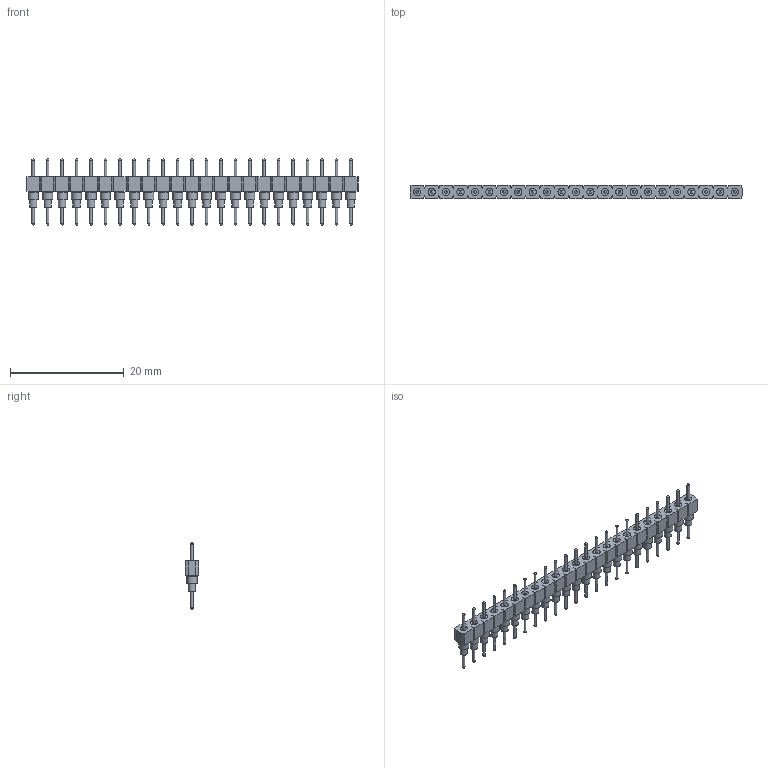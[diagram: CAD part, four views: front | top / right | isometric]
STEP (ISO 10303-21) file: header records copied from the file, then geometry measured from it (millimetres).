
FILE_DESCRIPTION(('FreeCAD Model'),'2;1');
FILE_NAME('Open CASCADE Shape Model','2025-01-12T11:53:36',(''),(''), 'Open CASCADE STEP processor 7.8','FreeCAD','Unknown');
FILE_SCHEMA(('AUTOMOTIVE_DESIGN { 1 0 10303 214 1 1 1 1 }'));
Length unit declared in the file: millimetre
Products named in the file (24): BBS-123-G-A_pins022; BBS-123-G-A_socket; BBS-123-G-A_pins; BBS-123-G-A_pins001; BBS-123-G-A_pins002; BBS-123-G-A_pins003; BBS-123-G-A_pins004; BBS-123-G-A_pins005; BBS-123-G-A_pins006; BBS-123-G-A_pins007; BBS-123-G-A_pins008; BBS-123-G-A_pins009; BBS-123-G-A_pins010; BBS-123-G-A_pins011; BBS-123-G-A_pins012; BBS-123-G-A_pins013; BBS-123-G-A_pins014; BBS-123-G-A_pins015; BBS-123-G-A_pins016; BBS-123-G-A_pins017; BBS-123-G-A_pins018; BBS-123-G-A_pins019; BBS-123-G-A_pins020; BBS-123-G-A_pins021
Bounding box: 58.42 x 2.44 x 11.68 mm (x, y, z)
Volume: 487.6 mm3; surface area: 1714.4 mm2
Topology: 24 solids, 24 shells, 418 faces, 995 edges, 671 vertices
Faces by surface type: plane 234, cylinder 138, sphere 46
Full cylindrical faces by diameter (mm): 0.457 x46, 1.27 x69, 1.778 x23
Entity records: 12486 total; most frequent: CARTESIAN_POINT 2407, DIRECTION 1948, ORIENTED_EDGE 1898, EDGE_CURVE 949, AXIS2_PLACEMENT_3D 764, VERTEX_POINT 671, FACE_BOUND 556, EDGE_LOOP 556
